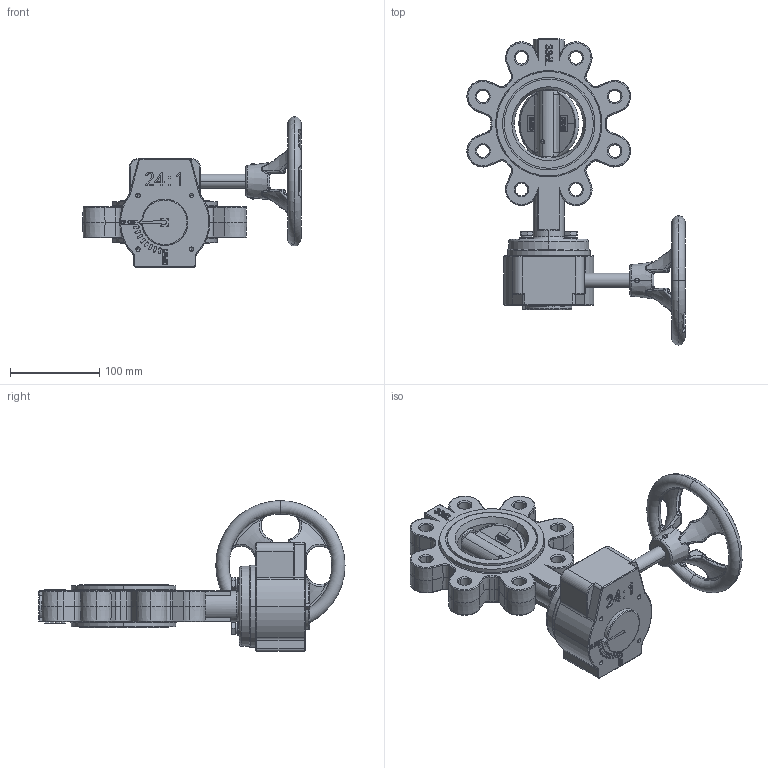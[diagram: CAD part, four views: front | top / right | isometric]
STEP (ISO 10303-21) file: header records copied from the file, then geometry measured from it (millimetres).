
FILE_DESCRIPTION (( 'STEP AP203' ), '1' );
FILE_NAME ('L9 DN80 + RM PN25.STEP', '2023-11-21T07:03:31', ( '' ), ( '' ), 'SwSTEP 2.0', 'SolidWorks 2023', '' );
FILE_SCHEMA (( 'CONFIG_CONTROL_DESIGN' ));
Products named in the file (1): L9 DN80 + RM PN25
Bounding box: 244.91 x 343.3 x 169 mm (x, y, z)
Volume: 1616365.2 mm3; surface area: 202221.6 mm2
Topology: 1 solids, 9 shells, 1567 faces, 3889 edges, 2369 vertices
Faces by surface type: plane 579, bspline 294, cylinder 282, cone 198, torus 174, sphere 40
Entity records: 74835 total; most frequent: CARTESIAN_POINT 39661, ORIENTED_EDGE 7650, DIRECTION 6781, EDGE_CURVE 3825, AXIS2_PLACEMENT_3D 2506, VERTEX_POINT 2367, LINE 1769, VECTOR 1769
